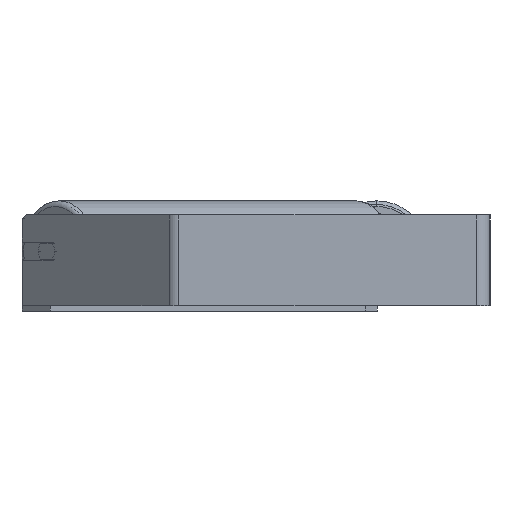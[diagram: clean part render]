
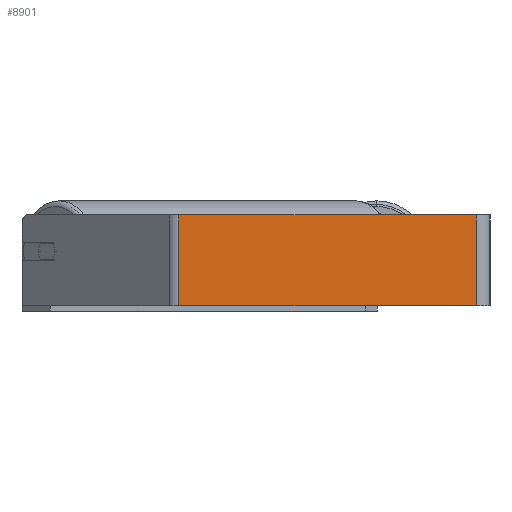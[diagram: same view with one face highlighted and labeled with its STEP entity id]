
A CAD part, left-side view. The second image highlights one B-rep face of the part: STEP entity #8901.
In plain terms, the highlighted planar face has unit normal (-1, 0, 0).
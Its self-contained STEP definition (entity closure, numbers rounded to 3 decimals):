
#17 = PLANE ( 'NONE',  #8102 ) ;
#771 = CARTESIAN_POINT ( 'NONE',  ( -620., 275.029, 40. ) ) ;
#787 = EDGE_CURVE ( 'NONE', #2385, #4866, #1741, .T. ) ;
#833 = ORIENTED_EDGE ( 'NONE', *, *, #787, .F. ) ;
#895 = CARTESIAN_POINT ( 'NONE',  ( -620., 12., -40. ) ) ;
#985 = VERTEX_POINT ( 'NONE', #895 ) ;
#1298 = DIRECTION ( 'NONE',  ( 0., 0., -1. ) ) ;
#1557 = CARTESIAN_POINT ( 'NONE',  ( -620., 12., 40. ) ) ;
#1568 = CARTESIAN_POINT ( 'NONE',  ( -620., 279.999, -40. ) ) ;
#1581 = VECTOR ( 'NONE', #4419, 1000. ) ;
#1741 = LINE ( 'NONE', #7958, #2137 ) ;
#2137 = VECTOR ( 'NONE', #7321, 1000. ) ;
#2214 = LINE ( 'NONE', #1568, #1581 ) ;
#2385 = VERTEX_POINT ( 'NONE', #771 ) ;
#2752 = CARTESIAN_POINT ( 'NONE',  ( -620., 279.999, 40. ) ) ;
#2928 = DIRECTION ( 'NONE',  ( 0., 0., -1. ) ) ;
#2932 = EDGE_LOOP ( 'NONE', ( #4586, #3332, #833, #8713 ) ) ;
#3006 = CARTESIAN_POINT ( 'NONE',  ( -620., 275.029, 40. ) ) ;
#3222 = EDGE_CURVE ( 'NONE', #3804, #985, #2214, .T. ) ;
#3332 = ORIENTED_EDGE ( 'NONE', *, *, #3795, .F. ) ;
#3378 = DIRECTION ( 'NONE',  ( 0., 0., -1. ) ) ;
#3738 = LINE ( 'NONE', #3006, #7620 ) ;
#3795 = EDGE_CURVE ( 'NONE', #4866, #985, #7682, .T. ) ;
#3804 = VERTEX_POINT ( 'NONE', #6214 ) ;
#4113 = FACE_OUTER_BOUND ( 'NONE', #2932, .T. ) ;
#4419 = DIRECTION ( 'NONE',  ( 0., -1., 0. ) ) ;
#4586 = ORIENTED_EDGE ( 'NONE', *, *, #3222, .T. ) ;
#4866 = VERTEX_POINT ( 'NONE', #1557 ) ;
#5520 = VECTOR ( 'NONE', #3378, 1000. ) ;
#6214 = CARTESIAN_POINT ( 'NONE',  ( -620., 275.029, -40. ) ) ;
#6263 = CARTESIAN_POINT ( 'NONE',  ( -620., 12., 40. ) ) ;
#7278 = EDGE_CURVE ( 'NONE', #2385, #3804, #3738, .T. ) ;
#7321 = DIRECTION ( 'NONE',  ( 0., -1., 0. ) ) ;
#7520 = DIRECTION ( 'NONE',  ( 1., 0., 0. ) ) ;
#7620 = VECTOR ( 'NONE', #2928, 1000. ) ;
#7682 = LINE ( 'NONE', #6263, #5520 ) ;
#7958 = CARTESIAN_POINT ( 'NONE',  ( -620., 279.999, 40. ) ) ;
#8102 = AXIS2_PLACEMENT_3D ( 'NONE', #2752, #7520, #1298 ) ;
#8713 = ORIENTED_EDGE ( 'NONE', *, *, #7278, .T. ) ;
#8901 = ADVANCED_FACE ( 'NONE', ( #4113 ), #17, .F. ) ;
